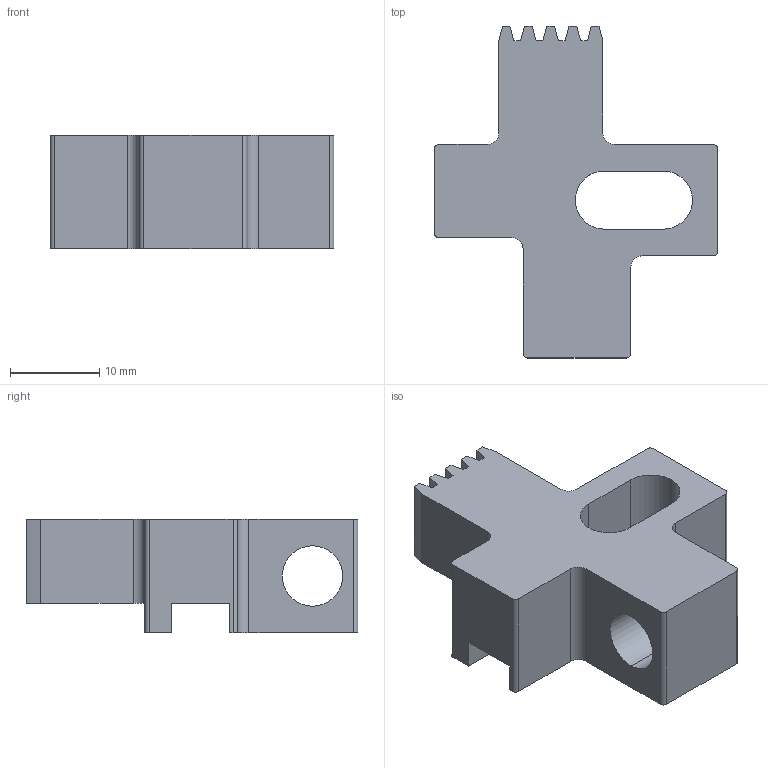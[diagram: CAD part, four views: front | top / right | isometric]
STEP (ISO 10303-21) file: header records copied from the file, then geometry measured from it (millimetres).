
FILE_DESCRIPTION (( 'STEP AP203' ), '1' );
FILE_NAME ('am-2295 Servo Rack Slide.STEP', '2021-06-04T18:55:21', ( '' ), ( '' ), 'SwSTEP 2.0', 'SolidWorks 2019', '' );
FILE_SCHEMA (( 'CONFIG_CONTROL_DESIGN' ));
Length unit declared in the file: inch
Products named in the file (1): am-2295 Servo Rack Slide
Bounding box: 31.75 x 37.13 x 12.7 mm (x, y, z)
Volume: 6072.5 mm3; surface area: 3544.1 mm2
Topology: 1 solids, 1 shells, 52 faces, 153 edges, 102 vertices
Faces by surface type: plane 37, cylinder 15
Entity records: 1814 total; most frequent: CARTESIAN_POINT 308, ORIENTED_EDGE 306, DIRECTION 289, EDGE_CURVE 153, LINE 123, VECTOR 123, VERTEX_POINT 102, AXIS2_PLACEMENT_3D 83
